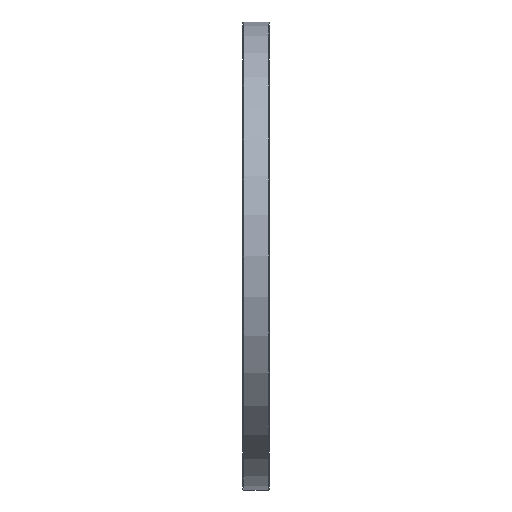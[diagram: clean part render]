
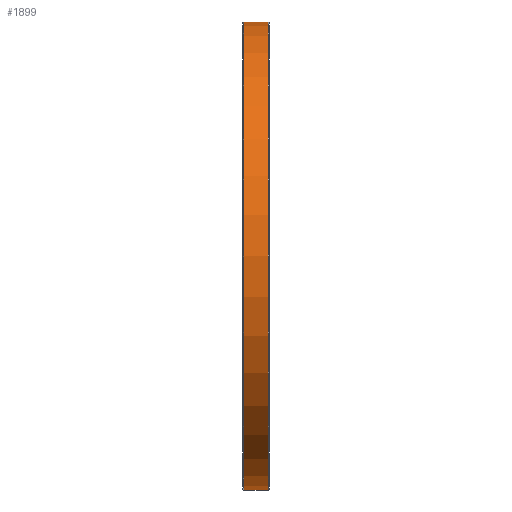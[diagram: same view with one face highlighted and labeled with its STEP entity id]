
A CAD part, left-side view. The second image highlights one B-rep face of the part: STEP entity #1899.
In plain terms, the highlighted cylindrical face has radius 142.5 mm (diameter 285 mm), a partial arc.
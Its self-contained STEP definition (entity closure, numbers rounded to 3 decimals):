
#117 = AXIS2_PLACEMENT_3D ( 'NONE', #2008, #1701, #541 ) ;
#388 = VERTEX_POINT ( 'NONE', #2152 ) ;
#541 = DIRECTION ( 'NONE',  ( 0., 0., -1. ) ) ;
#550 = VERTEX_POINT ( 'NONE', #1545 ) ;
#555 = EDGE_CURVE ( 'NONE', #388, #2331, #2123, .T. ) ;
#595 = EDGE_CURVE ( 'NONE', #804, #550, #2051, .T. ) ;
#647 = EDGE_CURVE ( 'NONE', #388, #804, #1956, .T. ) ;
#651 = ORIENTED_EDGE ( 'NONE', *, *, #647, .T. ) ;
#700 = EDGE_CURVE ( 'NONE', #550, #2331, #1870, .T. ) ;
#767 = CARTESIAN_POINT ( 'NONE',  ( 0., 15.6, -142.5 ) ) ;
#804 = VERTEX_POINT ( 'NONE', #767 ) ;
#891 = DIRECTION ( 'NONE',  ( 0., 0., 1. ) ) ;
#900 = DIRECTION ( 'NONE',  ( 0., 1., 0. ) ) ;
#911 = CARTESIAN_POINT ( 'NONE',  ( 0., 0.4, 0. ) ) ;
#967 = ORIENTED_EDGE ( 'NONE', *, *, #555, .F. ) ;
#1106 = DIRECTION ( 'NONE',  ( 0., 0., 1. ) ) ;
#1108 = AXIS2_PLACEMENT_3D ( 'NONE', #911, #900, #891 ) ;
#1120 = DIRECTION ( 'NONE',  ( 0., -1., 0. ) ) ;
#1130 = CARTESIAN_POINT ( 'NONE',  ( 0., 15.6, 0. ) ) ;
#1374 = DIRECTION ( 'NONE',  ( 0., -1., 0. ) ) ;
#1395 = CARTESIAN_POINT ( 'NONE',  ( 0., 16., -142.5 ) ) ;
#1412 = ORIENTED_EDGE ( 'NONE', *, *, #595, .T. ) ;
#1432 = AXIS2_PLACEMENT_3D ( 'NONE', #1130, #1120, #1106 ) ;
#1490 = DIRECTION ( 'NONE',  ( 0., -1., 0. ) ) ;
#1545 = CARTESIAN_POINT ( 'NONE',  ( 0., 0.4, -142.5 ) ) ;
#1549 = CARTESIAN_POINT ( 'NONE',  ( 0., 16., 142.5 ) ) ;
#1701 = DIRECTION ( 'NONE',  ( 0., -1., 0. ) ) ;
#1736 = CYLINDRICAL_SURFACE ( 'NONE', #117, 142.5 ) ;
#1822 = EDGE_LOOP ( 'NONE', ( #967, #651, #1412, #1852 ) ) ;
#1852 = ORIENTED_EDGE ( 'NONE', *, *, #700, .T. ) ;
#1859 = FACE_OUTER_BOUND ( 'NONE', #1822, .T. ) ;
#1870 = CIRCLE ( 'NONE', #1108, 142.5 ) ;
#1899 = ADVANCED_FACE ( 'NONE', ( #1859 ), #1736, .T. ) ;
#1956 = CIRCLE ( 'NONE', #1432, 142.5 ) ;
#2008 = CARTESIAN_POINT ( 'NONE',  ( 0., 16., 0. ) ) ;
#2028 = VECTOR ( 'NONE', #1374, 1000. ) ;
#2051 = LINE ( 'NONE', #1395, #2028 ) ;
#2119 = VECTOR ( 'NONE', #1490, 1000. ) ;
#2123 = LINE ( 'NONE', #1549, #2119 ) ;
#2152 = CARTESIAN_POINT ( 'NONE',  ( 0., 15.6, 142.5 ) ) ;
#2331 = VERTEX_POINT ( 'NONE', #2573 ) ;
#2573 = CARTESIAN_POINT ( 'NONE',  ( 0., 0.4, 142.5 ) ) ;
